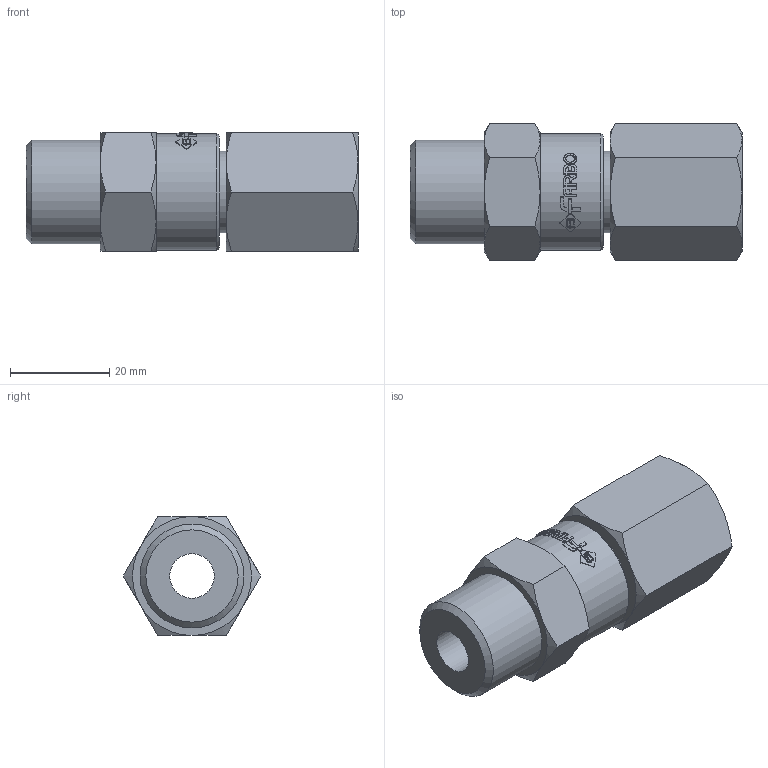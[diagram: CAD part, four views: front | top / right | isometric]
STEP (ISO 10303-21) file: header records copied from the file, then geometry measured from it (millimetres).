
FILE_DESCRIPTION(( 'AR.17.12.12.stp' ), '1');
FILE_NAME( 'AR.17.12.12.stp', '2021-02-25T09:36:57',( 'Sopra'),('sopra-pneumatic.com'), 'SwSTEP 2.0','SolidWorks 2009','' );
FILE_SCHEMA( ( 'CONFIG_CONTROL_DESIGN' ) );
Length unit declared in the file: millimetre
Products named in the file (3): GRHL.0500; _GRHL.0500_a; _Logo FARBO (1-23.5-3.916-)
Assembly tree (2 placements, depth 2):
  GRHL.0500
    _GRHL.0500_a
    _Logo FARBO (1-23.5-3.916-)
Bounding box: 67 x 27.71 x 24 mm (x, y, z)
Volume: 22025.1 mm3; surface area: 8881.4 mm2
Topology: 2 solids, 2 shells, 204 faces, 510 edges, 323 vertices
Faces by surface type: plane 106, cylinder 64, cone 27, torus 7
Full cylindrical faces by diameter (mm): 0.258 x20, 9 x1, 16.45 x1, 18.631 x1, 20.955 x1, 23.5 x1
Entity records: 6984 total; most frequent: CARTESIAN_POINT 2407, ORIENTED_EDGE 908, DIRECTION 884, EDGE_CURVE 454, AXIS2_PLACEMENT_3D 356, VERTEX_POINT 303, EDGE_LOOP 264, FACE_OUTER_BOUND 236
